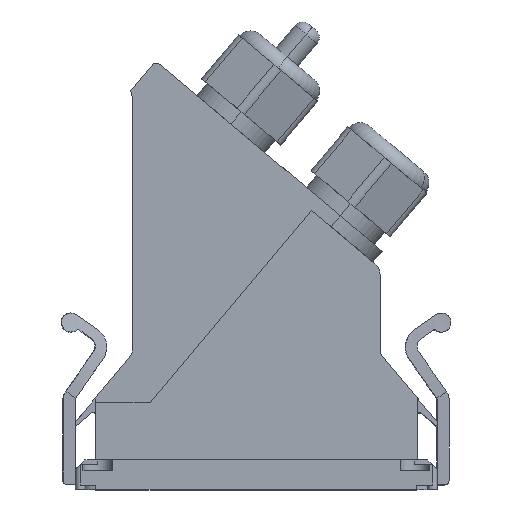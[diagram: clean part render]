
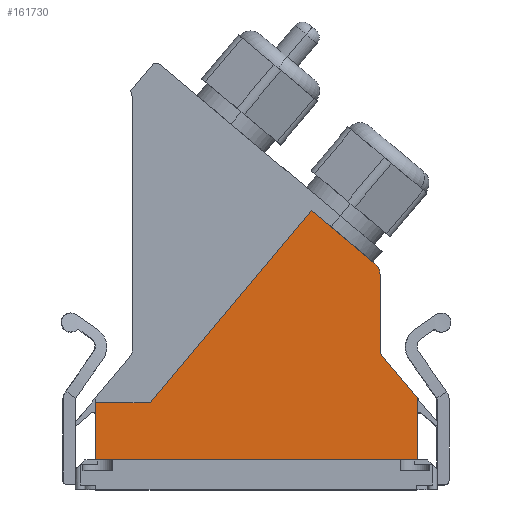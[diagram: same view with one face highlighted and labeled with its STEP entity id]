
A CAD part, top view. The second image highlights one B-rep face of the part: STEP entity #161730.
In plain terms, the highlighted face is planar.
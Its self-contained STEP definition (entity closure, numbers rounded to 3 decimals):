
#160840=CARTESIAN_POINT('',(-213.061,231.448,45.698
));
#160850=DIRECTION('',(1.,0.,0.));
#160860=DIRECTION('',(0.,1.,0.));
#160870=AXIS2_PLACEMENT_3D('',#160840,#160850,#160860);
#160880=PLANE('',#160870);
#160890=CARTESIAN_POINT('',(-213.061,0.,10.));
#160900=DIRECTION('',(0.,-1.,0.));
#160910=VECTOR('',#160900,1.);
#160920=LINE('',#160890,#160910);
#160930=CARTESIAN_POINT('',(-213.061,200.064,10.));
#160940=VERTEX_POINT('',#160930);
#160950=CARTESIAN_POINT('',(-213.061,188.559,10.));
#160960=VERTEX_POINT('',#160950);
#160970=EDGE_CURVE('',#160940,#160960,#160920,.T.);
#160980=ORIENTED_EDGE('',*,*,#160970,.T.);
#160990=CARTESIAN_POINT('',(-213.061,191.673,0.));
#161000=DIRECTION('',(0.,0.643,0.766));
#161010=VECTOR('',#161000,1.);
#161020=LINE('',#160990,#161010);
#161030=CARTESIAN_POINT('',(-213.061,233.943,
50.375));
#161040=VERTEX_POINT('',#161030);
#161050=EDGE_CURVE('',#160940,#161040,#161020,.T.);
#161060=ORIENTED_EDGE('',*,*,#161050,.F.);
#161070=CARTESIAN_POINT('',(-213.061,0.,246.677));
#161080=DIRECTION('',(0.,0.766,-0.643));
#161090=VECTOR('',#161080,1.);
#161100=LINE('',#161070,#161090);
#161110=CARTESIAN_POINT('',(-213.061,247.245,
39.214));
#161120=VERTEX_POINT('',#161110);
#161130=EDGE_CURVE('',#161040,#161120,#161100,.T.);
#161140=ORIENTED_EDGE('',*,*,#161130,.F.);
#161150=CARTESIAN_POINT('',(-213.061,245.316,
36.916));
#161160=DIRECTION('',(-1.,0.,0.));
#161170=DIRECTION('',(0.,1.,0.));
#161180=AXIS2_PLACEMENT_3D('',#161150,#161160,#161170);
#161190=CIRCLE('',#161180,3.);
#161200=CARTESIAN_POINT('',(-213.061,248.316,
36.916));
#161210=VERTEX_POINT('',#161200);
#161220=EDGE_CURVE('',#161120,#161210,#161190,.T.);
#161230=ORIENTED_EDGE('',*,*,#161220,.F.);
#161240=CARTESIAN_POINT('',(-213.061,248.316,0.));
#161250=DIRECTION('',(0.,0.,-1.));
#161260=VECTOR('',#161250,1.);
#161270=LINE('',#161240,#161260);
#161280=CARTESIAN_POINT('',(-213.061,248.316,
21.391));
#161290=VERTEX_POINT('',#161280);
#161300=EDGE_CURVE('',#161210,#161290,#161270,.T.);
#161310=ORIENTED_EDGE('',*,*,#161300,.F.);
#161320=CARTESIAN_POINT('',(-213.061,251.316,
21.391));
#161330=DIRECTION('',(1.,0.,0.));
#161340=DIRECTION('',(0.,-1.,0.));
#161350=AXIS2_PLACEMENT_3D('',#161320,#161330,#161340);
#161360=CIRCLE('',#161350,3.);
#161370=CARTESIAN_POINT('',(-213.061,249.018,
19.463));
#161380=VERTEX_POINT('',#161370);
#161390=EDGE_CURVE('',#161290,#161380,#161360,.T.);
#161400=ORIENTED_EDGE('',*,*,#161390,.F.);
#161410=CARTESIAN_POINT('',(-213.061,265.349,0.));
#161420=DIRECTION('',(0.,0.643,-0.766));
#161430=VECTOR('',#161420,1.);
#161440=LINE('',#161410,#161430);
#161450=CARTESIAN_POINT('',(-213.061,256.119,11.));
#161460=VERTEX_POINT('',#161450);
#161470=EDGE_CURVE('',#161380,#161460,#161440,.T.);
#161480=ORIENTED_EDGE('',*,*,#161470,.F.);
#161490=CARTESIAN_POINT('',(-213.061,256.119,0.));
#161500=DIRECTION('',(0.,0.,-1.));
#161510=VECTOR('',#161500,1.);
#161520=LINE('',#161490,#161510);
#161530=CARTESIAN_POINT('',(-213.061,256.119,-2.));
#161540=VERTEX_POINT('',#161530);
#161550=EDGE_CURVE('',#161460,#161540,#161520,.T.);
#161560=ORIENTED_EDGE('',*,*,#161550,.F.);
#161570=CARTESIAN_POINT('',(-213.061,0.,-2.));
#161580=DIRECTION('',(0.,1.,0.));
#161590=VECTOR('',#161580,1.);
#161600=LINE('',#161570,#161590);
#161610=CARTESIAN_POINT('',(-213.061,188.559,-2.));
#161620=VERTEX_POINT('',#161610);
#161630=EDGE_CURVE('',#161620,#161540,#161600,.T.);
#161640=ORIENTED_EDGE('',*,*,#161630,.T.);
#161650=CARTESIAN_POINT('',(-213.061,188.559,0.));
#161660=DIRECTION('',(0.,0.,1.));
#161670=VECTOR('',#161660,1.);
#161680=LINE('',#161650,#161670);
#161690=EDGE_CURVE('',#161620,#160960,#161680,.T.);
#161700=ORIENTED_EDGE('',*,*,#161690,.F.);
#161710=EDGE_LOOP('',(#161700,#161640,#161560,#161480,#161400,#161310,
#161230,#161140,#161060,#160980));
#161720=FACE_OUTER_BOUND('',#161710,.T.);
#161730=ADVANCED_FACE('',(#161720),#160880,.T.);
